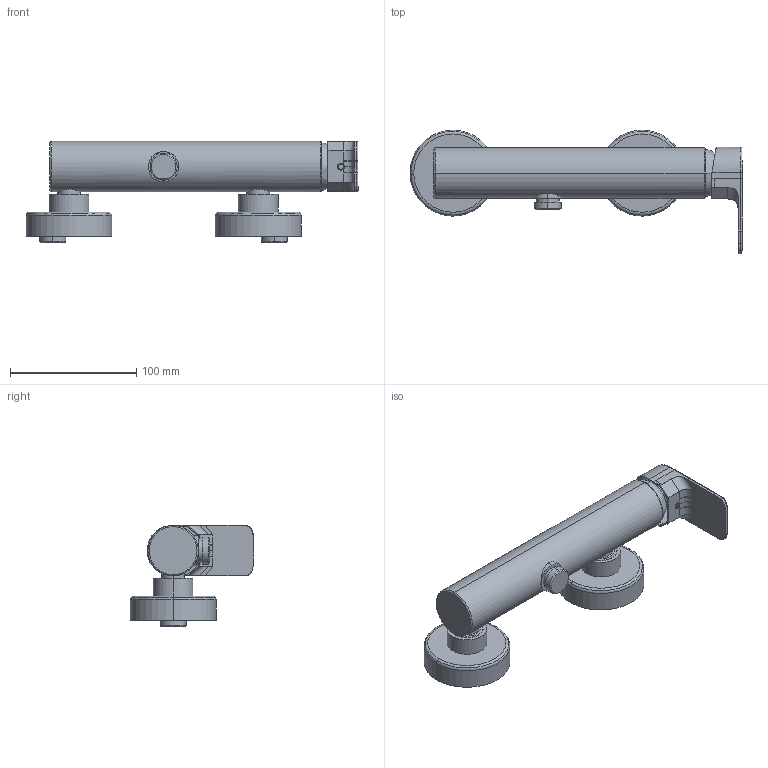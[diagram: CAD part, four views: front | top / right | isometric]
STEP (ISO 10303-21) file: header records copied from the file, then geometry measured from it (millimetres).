
FILE_DESCRIPTION (( 'STEP AP214' ), '1' );
FILE_NAME ('3149.STEP', '2025-02-07T10:34:56', ( '' ), ( '' ), 'SwSTEP 2.0', 'SolidWorks 2018', '' );
FILE_SCHEMA (( 'AUTOMOTIVE_DESIGN' ));
Length unit declared in the file: millimetre
Products named in the file (5): 0101900801; 0100300000; 0000019500 eccentrico; XX149; 3149
Assembly tree (5 placements, depth 2):
  3149
    XX149
    0100300000
    0000019500 eccentrico  x2
    0101900801
Bounding box: 263 x 97.94 x 80.12 mm (x, y, z)
Volume: 310025.2 mm3; surface area: 97213.9 mm2
Topology: 8 solids, 8 shells, 251 faces, 583 edges, 356 vertices
Faces by surface type: cylinder 94, plane 77, bspline 44, cone 26, torus 10
Entity records: 9333 total; most frequent: CARTESIAN_POINT 4093, ORIENTED_EDGE 1018, DIRECTION 913, EDGE_CURVE 509, AXIS2_PLACEMENT_3D 345, VERTEX_POINT 316, EDGE_LOOP 245, VECTOR 223
